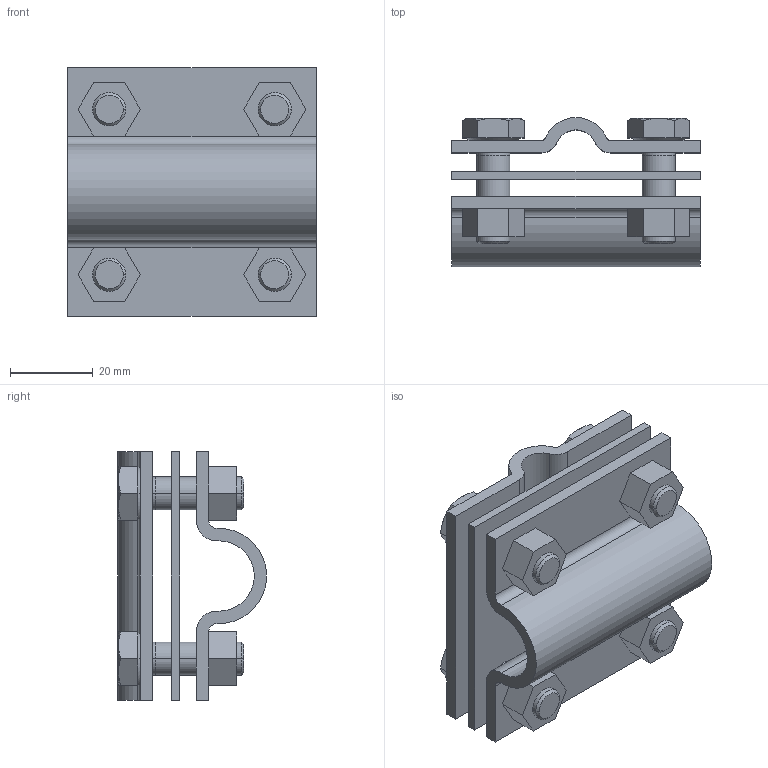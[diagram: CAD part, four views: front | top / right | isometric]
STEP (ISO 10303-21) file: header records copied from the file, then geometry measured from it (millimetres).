
FILE_DESCRIPTION (( 'STEP AP214' ), '1' );
FILE_NAME ('5312346.stp', '2023-04-11T12:40:59', ( '' ), ( '' ), 'SwSTEP 2.0', 'SolidWorks 2022', '' );
FILE_SCHEMA (( 'AUTOMOTIVE_DESIGN' ));
Length unit declared in the file: millimetre
Products named in the file (1): 5312346
Bounding box: 60 x 35.96 x 60 mm (x, y, z)
Volume: 41537.1 mm3; surface area: 32627.2 mm2
Topology: 11 solids, 11 shells, 230 faces, 524 edges, 328 vertices
Faces by surface type: plane 122, cylinder 60, cone 48
Entity records: 8376 total; most frequent: CARTESIAN_POINT 2667, DIRECTION 1138, ORIENTED_EDGE 1048, EDGE_CURVE 524, AXIS2_PLACEMENT_3D 431, VERTEX_POINT 328, LINE 276, VECTOR 276
